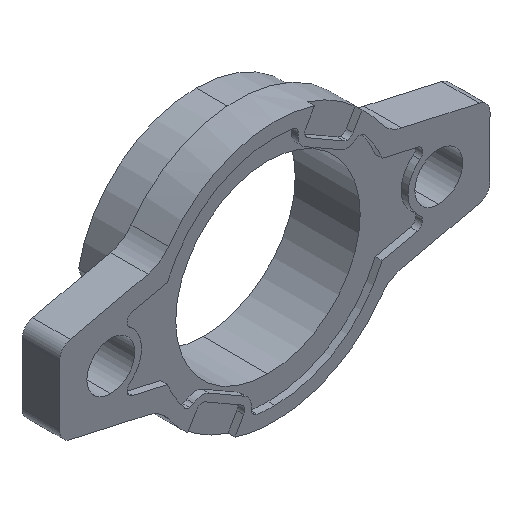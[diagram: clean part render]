
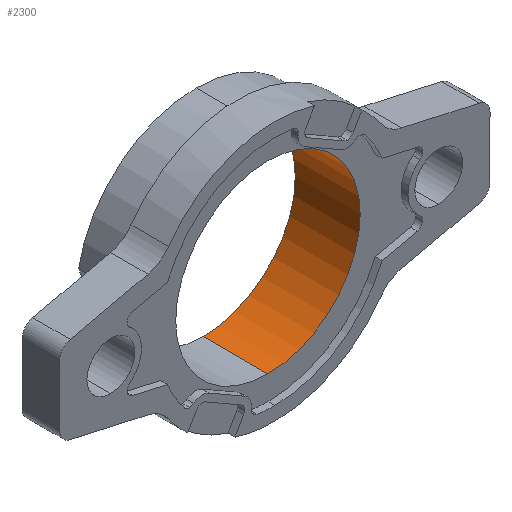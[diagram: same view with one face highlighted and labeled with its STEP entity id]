
A CAD part, isometric view. The second image highlights one B-rep face of the part: STEP entity #2300.
In plain terms, the highlighted cylindrical face has radius 13.5 mm (diameter 27 mm), a partial arc.
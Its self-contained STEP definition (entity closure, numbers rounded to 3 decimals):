
#37 = DIRECTION ( 'NONE',  ( 0., 0., -1. ) ) ;
#80 = DIRECTION ( 'NONE',  ( 0., 1., 0. ) ) ;
#116 = ORIENTED_EDGE ( 'NONE', *, *, #841, .T. ) ;
#285 = DIRECTION ( 'NONE',  ( 0., 1., 0. ) ) ;
#371 = DIRECTION ( 'NONE',  ( 0., 0., 1. ) ) ;
#562 = EDGE_CURVE ( 'NONE', #1725, #2468, #1364, .T. ) ;
#611 = DIRECTION ( 'NONE',  ( 0., -1., 0. ) ) ;
#732 = CYLINDRICAL_SURFACE ( 'NONE', #986, 13.5 ) ;
#790 = EDGE_LOOP ( 'NONE', ( #1916, #116, #2340, #1047 ) ) ;
#811 = DIRECTION ( 'NONE',  ( 0., 1., 0. ) ) ;
#836 = LINE ( 'NONE', #1583, #1783 ) ;
#841 = EDGE_CURVE ( 'NONE', #1301, #1725, #1870, .T. ) ;
#986 = AXIS2_PLACEMENT_3D ( 'NONE', #1502, #2094, #371 ) ;
#994 = CARTESIAN_POINT ( 'NONE',  ( 0., 1., -13.5 ) ) ;
#1043 = CARTESIAN_POINT ( 'NONE',  ( 0., 10.5, 13.5 ) ) ;
#1047 = ORIENTED_EDGE ( 'NONE', *, *, #1996, .T. ) ;
#1101 = CARTESIAN_POINT ( 'NONE',  ( 0., 1., 13.5 ) ) ;
#1106 = AXIS2_PLACEMENT_3D ( 'NONE', #1945, #611, #37 ) ;
#1301 = VERTEX_POINT ( 'NONE', #994 ) ;
#1304 = EDGE_CURVE ( 'NONE', #1301, #1308, #836, .T. ) ;
#1308 = VERTEX_POINT ( 'NONE', #1791 ) ;
#1364 = LINE ( 'NONE', #1939, #2359 ) ;
#1427 = CARTESIAN_POINT ( 'NONE',  ( 0., 10.5, 0. ) ) ;
#1502 = CARTESIAN_POINT ( 'NONE',  ( 0., -10.5, 0. ) ) ;
#1583 = CARTESIAN_POINT ( 'NONE',  ( 0., -10.5, -13.5 ) ) ;
#1725 = VERTEX_POINT ( 'NONE', #1101 ) ;
#1729 = CIRCLE ( 'NONE', #2167, 13.5 ) ;
#1783 = VECTOR ( 'NONE', #285, 1000. ) ;
#1791 = CARTESIAN_POINT ( 'NONE',  ( 0., 10.5, -13.5 ) ) ;
#1870 = CIRCLE ( 'NONE', #1106, 13.5 ) ;
#1916 = ORIENTED_EDGE ( 'NONE', *, *, #1304, .F. ) ;
#1939 = CARTESIAN_POINT ( 'NONE',  ( 0., -10.5, 13.5 ) ) ;
#1945 = CARTESIAN_POINT ( 'NONE',  ( 0., 1., 0. ) ) ;
#1996 = EDGE_CURVE ( 'NONE', #2468, #1308, #1729, .T. ) ;
#2094 = DIRECTION ( 'NONE',  ( 0., 1., 0. ) ) ;
#2167 = AXIS2_PLACEMENT_3D ( 'NONE', #1427, #80, #2409 ) ;
#2300 = ADVANCED_FACE ( 'NONE', ( #2465 ), #732, .F. ) ;
#2340 = ORIENTED_EDGE ( 'NONE', *, *, #562, .T. ) ;
#2359 = VECTOR ( 'NONE', #811, 1000. ) ;
#2409 = DIRECTION ( 'NONE',  ( 0., 0., 1. ) ) ;
#2465 = FACE_OUTER_BOUND ( 'NONE', #790, .T. ) ;
#2468 = VERTEX_POINT ( 'NONE', #1043 ) ;
